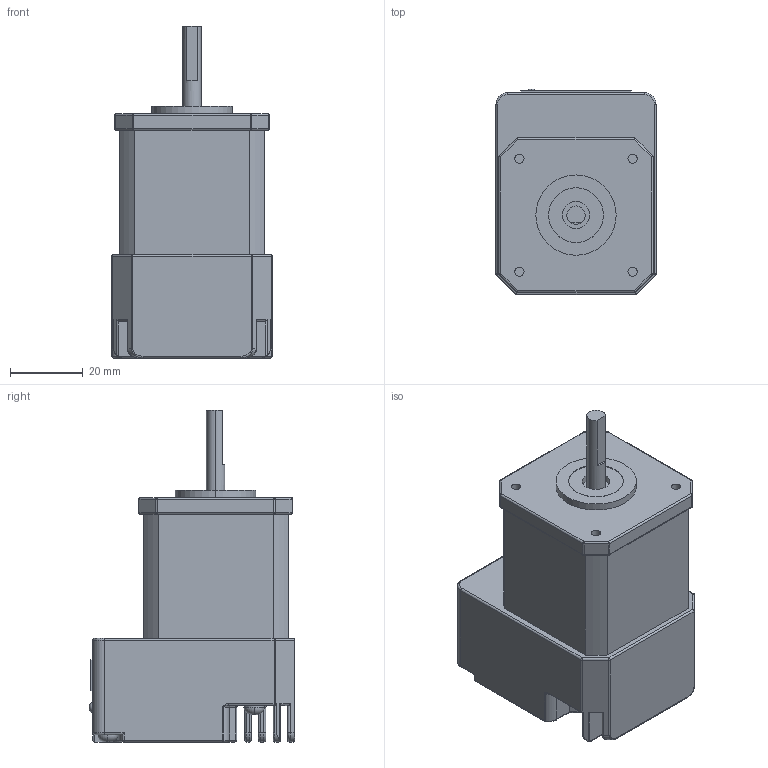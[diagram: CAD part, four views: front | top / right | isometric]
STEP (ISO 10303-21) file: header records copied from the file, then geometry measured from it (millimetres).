
FILE_DESCRIPTION (( 'STEP AP214' ), '1' );
FILE_NAME ('STP-MTRD-17038.STEP', '2018-06-25T21:03:17', ( '' ), ( '' ), 'SwSTEP 2.0', 'SolidWorks 2017', '' );
FILE_SCHEMA (( 'AUTOMOTIVE_DESIGN' ));
Length unit declared in the file: millimetre
Products named in the file (1): STP-MTRD-17038
Bounding box: 43.9 x 56.39 x 91 mm (x, y, z)
Volume: 123670.7 mm3; surface area: 20386.7 mm2
Topology: 1 solids, 3 shells, 396 faces, 962 edges, 579 vertices
Faces by surface type: cylinder 161, plane 146, torus 43, sphere 28, bspline 18
Entity records: 15942 total; most frequent: CARTESIAN_POINT 2594, DIRECTION 1943, ORIENTED_EDGE 1896, EDGE_CURVE 948, AXIS2_PLACEMENT_3D 734, VERTEX_POINT 579, LINE 475, VECTOR 475
